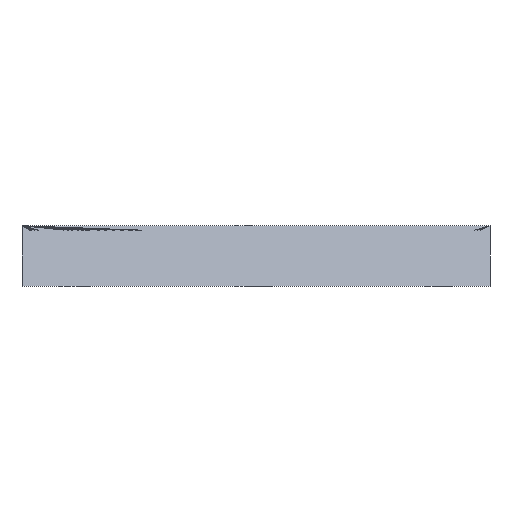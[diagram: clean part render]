
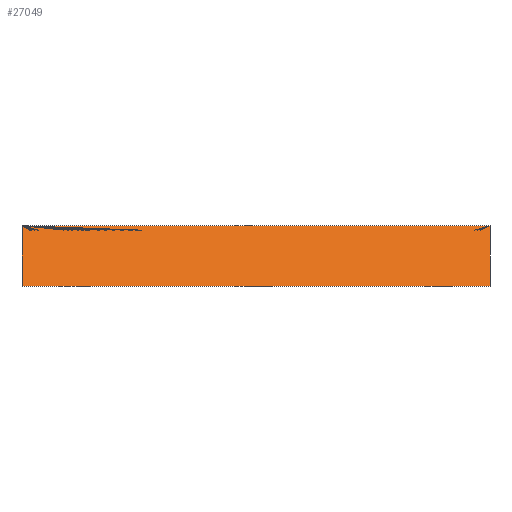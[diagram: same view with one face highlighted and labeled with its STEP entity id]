
A CAD part, front view. The second image highlights one B-rep face of the part: STEP entity #27049.
In plain terms, the highlighted planar face has unit normal (0, -0.866, 0.5).
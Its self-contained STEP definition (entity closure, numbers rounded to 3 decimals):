
#246 = PLANE('',#247);
#247 = AXIS2_PLACEMENT_3D('',#248,#249,#250);
#248 = CARTESIAN_POINT('',(92.318,-327.293,
    7.768));
#249 = DIRECTION('',(1.,0.,0.));
#250 = DIRECTION('',(0.,0.,1.));
#428 = PLANE('',#429);
#429 = AXIS2_PLACEMENT_3D('',#430,#431,#432);
#430 = CARTESIAN_POINT('',(76.818,-327.293,
    7.18));
#431 = DIRECTION('',(-0.,-0.,-1.));
#432 = DIRECTION('',(-1.,0.,0.));
#9318 = PLANE('',#9319);
#9319 = AXIS2_PLACEMENT_3D('',#9320,#9321,#9322);
#9320 = CARTESIAN_POINT('',(61.318,-327.293,
    7.768));
#9321 = DIRECTION('',(-1.,0.,0.));
#9322 = DIRECTION('',(0.,0.,-1.));
#10286 = EDGE_CURVE('',#10287,#10289,#10291,.T.);
#10287 = VERTEX_POINT('',#10288);
#10288 = CARTESIAN_POINT('',(61.318,-412.293,
    7.18));
#10289 = VERTEX_POINT('',#10290);
#10290 = CARTESIAN_POINT('',(92.318,-412.293,
    7.18));
#10291 = SURFACE_CURVE('',#10292,(#10296,#10303),.PCURVE_S1.);
#10292 = LINE('',#10293,#10294);
#10293 = CARTESIAN_POINT('',(61.318,-412.293,
    7.18));
#10294 = VECTOR('',#10295,1.);
#10295 = DIRECTION('',(1.,0.,0.));
#10296 = PCURVE('',#428,#10297);
#10297 = DEFINITIONAL_REPRESENTATION('',(#10298),#10302);
#10298 = LINE('',#10299,#10300);
#10299 = CARTESIAN_POINT('',(15.5,-85.));
#10300 = VECTOR('',#10301,1.);
#10301 = DIRECTION('',(-1.,0.));
#10302 = ( GEOMETRIC_REPRESENTATION_CONTEXT(2) 
PARAMETRIC_REPRESENTATION_CONTEXT() REPRESENTATION_CONTEXT('2D SPACE',''
  ) );
#10303 = PCURVE('',#10304,#10309);
#10304 = PLANE('',#10305);
#10305 = AXIS2_PLACEMENT_3D('',#10306,#10307,#10308);
#10306 = CARTESIAN_POINT('',(76.818,-411.138,
    9.18));
#10307 = DIRECTION('',(0.,-0.866,0.5
    ));
#10308 = DIRECTION('',(0.,-0.5,-0.866
    ));
#10309 = DEFINITIONAL_REPRESENTATION('',(#10310),#10314);
#10310 = LINE('',#10311,#10312);
#10311 = CARTESIAN_POINT('',(2.309,-15.5));
#10312 = VECTOR('',#10313,1.);
#10313 = DIRECTION('',(0.,1.));
#10314 = ( GEOMETRIC_REPRESENTATION_CONTEXT(2) 
PARAMETRIC_REPRESENTATION_CONTEXT() REPRESENTATION_CONTEXT('2D SPACE',''
  ) );
#15294 = VERTEX_POINT('',#15295);
#15295 = CARTESIAN_POINT('',(92.318,-409.983,
    11.18));
#15304 = PLANE('',#15305);
#15305 = AXIS2_PLACEMENT_3D('',#15306,#15307,#15308);
#15306 = CARTESIAN_POINT('',(76.932,-409.546,
    10.928));
#15307 = DIRECTION('',(0.,0.5,0.866)
  );
#15308 = DIRECTION('',(0.,0.866,-0.5));
#15329 = VERTEX_POINT('',#15330);
#15330 = CARTESIAN_POINT('',(61.318,-409.983,
    11.18));
#15356 = EDGE_CURVE('',#15294,#15329,#15357,.T.);
#15357 = SURFACE_CURVE('',#15358,(#15362,#15369),.PCURVE_S1.);
#15358 = LINE('',#15359,#15360);
#15359 = CARTESIAN_POINT('',(92.318,-409.983,
    11.18));
#15360 = VECTOR('',#15361,1.);
#15361 = DIRECTION('',(-1.,0.,0.));
#15362 = PCURVE('',#15304,#15363);
#15363 = DEFINITIONAL_REPRESENTATION('',(#15364),#15368);
#15364 = LINE('',#15365,#15366);
#15365 = CARTESIAN_POINT('',(-0.505,-15.385));
#15366 = VECTOR('',#15367,1.);
#15367 = DIRECTION('',(0.,1.));
#15368 = ( GEOMETRIC_REPRESENTATION_CONTEXT(2) 
PARAMETRIC_REPRESENTATION_CONTEXT() REPRESENTATION_CONTEXT('2D SPACE',''
  ) );
#15369 = PCURVE('',#10304,#15370);
#15370 = DEFINITIONAL_REPRESENTATION('',(#15371),#15375);
#15371 = LINE('',#15372,#15373);
#15372 = CARTESIAN_POINT('',(-2.309,15.5));
#15373 = VECTOR('',#15374,1.);
#15374 = DIRECTION('',(0.,-1.));
#15375 = ( GEOMETRIC_REPRESENTATION_CONTEXT(2) 
PARAMETRIC_REPRESENTATION_CONTEXT() REPRESENTATION_CONTEXT('2D SPACE',''
  ) );
#27049 = ADVANCED_FACE('',(#27050),#10304,.T.);
#27050 = FACE_BOUND('',#27051,.T.);
#27051 = EDGE_LOOP('',(#27052,#27053,#27074,#27075));
#27052 = ORIENTED_EDGE('',*,*,#15356,.T.);
#27053 = ORIENTED_EDGE('',*,*,#27054,.T.);
#27054 = EDGE_CURVE('',#15329,#10287,#27055,.T.);
#27055 = SURFACE_CURVE('',#27056,(#27060,#27067),.PCURVE_S1.);
#27056 = LINE('',#27057,#27058);
#27057 = CARTESIAN_POINT('',(61.318,-409.983,
    11.18));
#27058 = VECTOR('',#27059,1.);
#27059 = DIRECTION('',(0.,-0.5,-0.866));
#27060 = PCURVE('',#10304,#27061);
#27061 = DEFINITIONAL_REPRESENTATION('',(#27062),#27066);
#27062 = LINE('',#27063,#27064);
#27063 = CARTESIAN_POINT('',(-2.309,-15.5));
#27064 = VECTOR('',#27065,1.);
#27065 = DIRECTION('',(1.,0.));
#27066 = ( GEOMETRIC_REPRESENTATION_CONTEXT(2) 
PARAMETRIC_REPRESENTATION_CONTEXT() REPRESENTATION_CONTEXT('2D SPACE',''
  ) );
#27067 = PCURVE('',#9318,#27068);
#27068 = DEFINITIONAL_REPRESENTATION('',(#27069),#27073);
#27069 = LINE('',#27070,#27071);
#27070 = CARTESIAN_POINT('',(-3.412,82.691));
#27071 = VECTOR('',#27072,1.);
#27072 = DIRECTION('',(0.866,0.5));
#27073 = ( GEOMETRIC_REPRESENTATION_CONTEXT(2) 
PARAMETRIC_REPRESENTATION_CONTEXT() REPRESENTATION_CONTEXT('2D SPACE',''
  ) );
#27074 = ORIENTED_EDGE('',*,*,#10286,.T.);
#27075 = ORIENTED_EDGE('',*,*,#27076,.T.);
#27076 = EDGE_CURVE('',#10289,#15294,#27077,.T.);
#27077 = SURFACE_CURVE('',#27078,(#27082,#27089),.PCURVE_S1.);
#27078 = LINE('',#27079,#27080);
#27079 = CARTESIAN_POINT('',(92.318,-412.293,
    7.18));
#27080 = VECTOR('',#27081,1.);
#27081 = DIRECTION('',(0.,0.5,0.866));
#27082 = PCURVE('',#10304,#27083);
#27083 = DEFINITIONAL_REPRESENTATION('',(#27084),#27088);
#27084 = LINE('',#27085,#27086);
#27085 = CARTESIAN_POINT('',(2.309,15.5));
#27086 = VECTOR('',#27087,1.);
#27087 = DIRECTION('',(-1.,0.));
#27088 = ( GEOMETRIC_REPRESENTATION_CONTEXT(2) 
PARAMETRIC_REPRESENTATION_CONTEXT() REPRESENTATION_CONTEXT('2D SPACE',''
  ) );
#27089 = PCURVE('',#246,#27090);
#27090 = DEFINITIONAL_REPRESENTATION('',(#27091),#27095);
#27091 = LINE('',#27092,#27093);
#27092 = CARTESIAN_POINT('',(-0.588,85.));
#27093 = VECTOR('',#27094,1.);
#27094 = DIRECTION('',(0.866,-0.5));
#27095 = ( GEOMETRIC_REPRESENTATION_CONTEXT(2) 
PARAMETRIC_REPRESENTATION_CONTEXT() REPRESENTATION_CONTEXT('2D SPACE',''
  ) );
